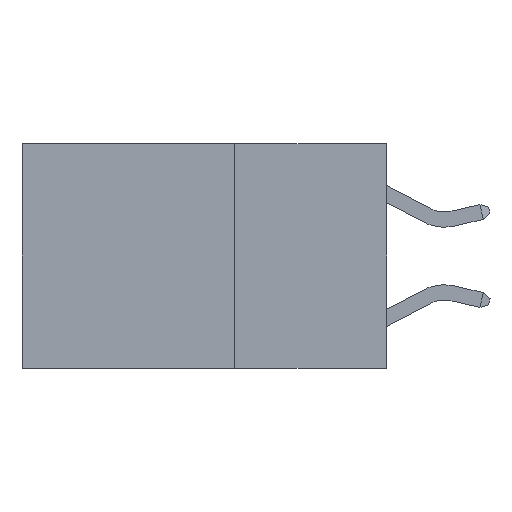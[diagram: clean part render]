
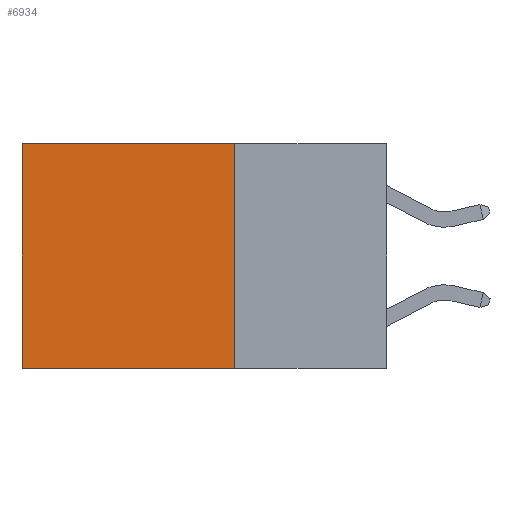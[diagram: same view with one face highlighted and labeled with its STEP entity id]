
A CAD part, left-side view. The second image highlights one B-rep face of the part: STEP entity #6934.
In plain terms, the highlighted planar face has unit normal (-1, 0, 0).
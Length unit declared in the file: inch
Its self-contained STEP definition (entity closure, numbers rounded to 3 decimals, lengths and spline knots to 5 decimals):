
#168 = ORIENTED_EDGE ( 'NONE', *, *, #9076, .F. ) ;
#486 = DIRECTION ( 'NONE',  ( 0., 0., -1. ) ) ;
#576 = PLANE ( 'NONE',  #7198 ) ;
#730 = VERTEX_POINT ( 'NONE', #7645 ) ;
#813 = LINE ( 'NONE', #2283, #15376 ) ;
#1694 = ORIENTED_EDGE ( 'NONE', *, *, #9276, .T. ) ;
#2283 = CARTESIAN_POINT ( 'NONE',  ( 0.2625, 0.6, 0. ) ) ;
#2904 = VECTOR ( 'NONE', #13061, 39.37008 ) ;
#3245 = ORIENTED_EDGE ( 'NONE', *, *, #16516, .T. ) ;
#4434 = EDGE_CURVE ( 'NONE', #15715, #9379, #17114, .T. ) ;
#4930 = CARTESIAN_POINT ( 'NONE',  ( 0.2625, 0.25, -0.37 ) ) ;
#5317 = VECTOR ( 'NONE', #15451, 39.37008 ) ;
#5374 = CARTESIAN_POINT ( 'NONE',  ( 0.2625, 0.25, -0.37 ) ) ;
#6207 = EDGE_LOOP ( 'NONE', ( #1694, #168, #17036, #3245 ) ) ;
#6238 = DIRECTION ( 'NONE',  ( 0., 0., -1. ) ) ;
#6934 = ADVANCED_FACE ( 'NONE', ( #12560 ), #576, .F. ) ;
#7198 = AXIS2_PLACEMENT_3D ( 'NONE', #16604, #15283, #486 ) ;
#7645 = CARTESIAN_POINT ( 'NONE',  ( 0.2625, 0.6, -0.37 ) ) ;
#8815 = CARTESIAN_POINT ( 'NONE',  ( 0.2625, 0.6, 0. ) ) ;
#9076 = EDGE_CURVE ( 'NONE', #9379, #730, #12172, .T. ) ;
#9141 = CARTESIAN_POINT ( 'NONE',  ( 0.2625, 0.25, 0. ) ) ;
#9276 = EDGE_CURVE ( 'NONE', #10874, #730, #813, .T. ) ;
#9379 = VERTEX_POINT ( 'NONE', #4930 ) ;
#10874 = VERTEX_POINT ( 'NONE', #8815 ) ;
#11384 = CARTESIAN_POINT ( 'NONE',  ( 0.2625, 0.25, 0. ) ) ;
#11413 = CARTESIAN_POINT ( 'NONE',  ( 0.2625, 0.25, 0. ) ) ;
#12172 = LINE ( 'NONE', #5374, #15054 ) ;
#12560 = FACE_OUTER_BOUND ( 'NONE', #6207, .T. ) ;
#13061 = DIRECTION ( 'NONE',  ( 0., 1., 0. ) ) ;
#14387 = LINE ( 'NONE', #9141, #2904 ) ;
#15054 = VECTOR ( 'NONE', #16216, 39.37008 ) ;
#15283 = DIRECTION ( 'NONE',  ( 1., 0., 0. ) ) ;
#15376 = VECTOR ( 'NONE', #6238, 39.37008 ) ;
#15451 = DIRECTION ( 'NONE',  ( 0., 0., -1. ) ) ;
#15715 = VERTEX_POINT ( 'NONE', #11384 ) ;
#16216 = DIRECTION ( 'NONE',  ( 0., 1., 0. ) ) ;
#16516 = EDGE_CURVE ( 'NONE', #15715, #10874, #14387, .T. ) ;
#16604 = CARTESIAN_POINT ( 'NONE',  ( 0.2625, 0.25, 0. ) ) ;
#17036 = ORIENTED_EDGE ( 'NONE', *, *, #4434, .F. ) ;
#17114 = LINE ( 'NONE', #11413, #5317 ) ;
